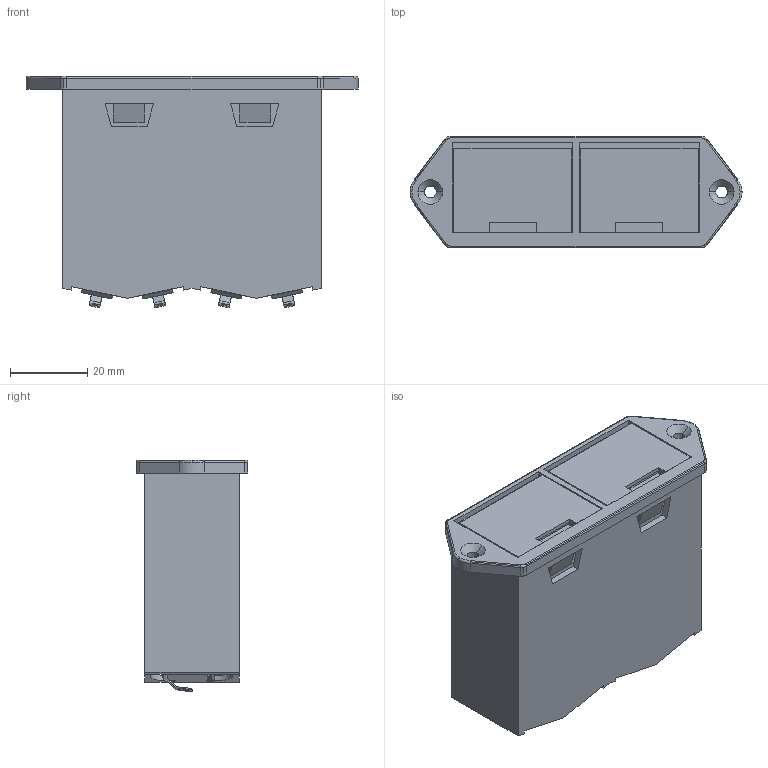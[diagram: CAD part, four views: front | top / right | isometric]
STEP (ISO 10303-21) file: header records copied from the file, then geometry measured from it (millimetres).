
FILE_DESCRIPTION(('STEP AP242'),'1');
FILE_NAME('bx0026.stp','2023-04-11T21:36:22',('TraceParts'),('TraceParts S.A.'),'Spatial InterOp 3D',' ',' ');
FILE_SCHEMA(('AP242_MANAGED_MODEL_BASED_3D_ENGINEERING_MIM_LF {1 0 10303 442 1 1 4}'));
Length unit declared in the file: millimetre
Products named in the file (1): bx0026_1
Bounding box: 86 x 29 x 59.94 mm (x, y, z)
Volume: 35980.3 mm3; surface area: 45800.2 mm2
Topology: 9 solids, 9 shells, 447 faces, 1302 edges, 852 vertices
Faces by surface type: plane 273, cylinder 118, torus 24, sphere 16, bspline 12, cone 4
Entity records: 18228 total; most frequent: CARTESIAN_POINT 6112, ORIENTED_EDGE 2572, DIRECTION 2474, EDGE_CURVE 1286, LINE 906, VECTOR 906, VERTEX_POINT 854, AXIS2_PLACEMENT_3D 784
